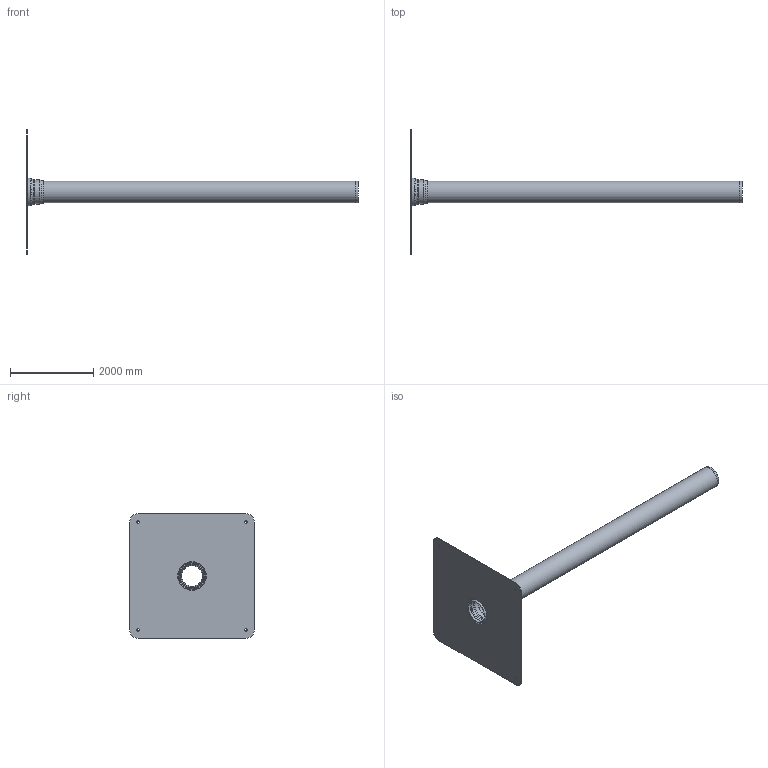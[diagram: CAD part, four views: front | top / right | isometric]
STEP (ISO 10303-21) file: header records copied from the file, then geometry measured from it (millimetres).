
FILE_DESCRIPTION(/* description */ (''),/* implementation_level */ '2;1');
FILE_NAME(/* name */ '15072.050X_3D.stp',/* time_stamp */ '2024-12-11T14:53:54+01:00',/* author */ ('CAD'),/* organization */ (''),/* preprocessor_version */ 'ST-DEVELOPER v20',/* originating_system */ 'AutoCAD Mechanical',/* authorisation */ '');
FILE_SCHEMA (('AUTOMOTIVE_DESIGN { 1 0 10303 214 3 1 1 }'));
Length unit declared in the file: centimetre
Products named in the file (1): Product
Bounding box: 8000 x 3000 x 3000 mm (x, y, z)
Volume: 220244872.4 mm3; surface area: 44239294.5 mm2
Topology: 3 solids, 3 shells, 43 faces, 105 edges, 67 vertices
Faces by surface type: cylinder 14, plane 9, torus 9, cone 6, bspline 5
Full cylindrical faces by diameter (mm): 60 x4, 510 x1, 530 x1, 560 x1, 580 x1, 600 x1, 620 x1
Entity records: 1459 total; most frequent: CARTESIAN_POINT 346, DIRECTION 256, ORIENTED_EDGE 210, AXIS2_PLACEMENT_3D 112, EDGE_CURVE 105, CIRCLE 73, VERTEX_POINT 67, EDGE_LOOP 56
